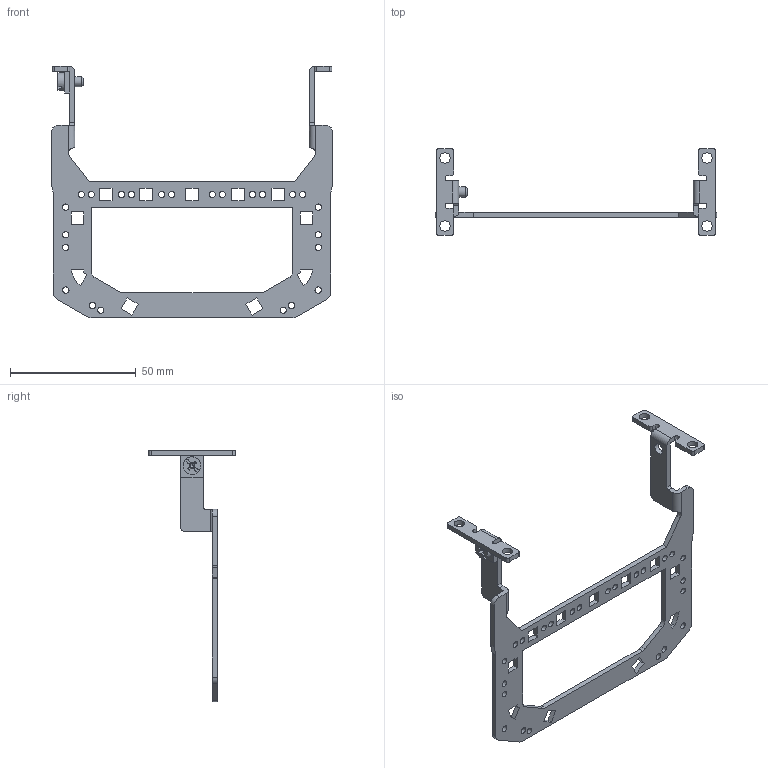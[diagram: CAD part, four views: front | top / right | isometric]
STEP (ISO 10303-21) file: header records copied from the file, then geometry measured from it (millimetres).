
FILE_DESCRIPTION(/* description */ (''),/* implementation_level */ '2;1');
FILE_NAME(/* name */ '100094828ugm000_c.stp',/* time_stamp */ '2019-10-28T14:27:10+01:00',/* author */ (''),/* organization */ (''),/* preprocessor_version */ 'ST-DEVELOPER v16.7',/* originating_system */ 'SIEMENS PLM Software NX 12.0',/* authorisation */ '');
FILE_SCHEMA (('AUTOMOTIVE_DESIGN { 1 0 10303 214 3 1 1 1 }'));
Length unit declared in the file: millimetre
Products named in the file (1): 100094828ugm000_c
Bounding box: 111.8 x 34.3 x 100 mm (x, y, z)
Volume: 8784.2 mm3; surface area: 11409.8 mm2
Topology: 1 solids, 1 shells, 215 faces, 683 edges, 473 vertices
Faces by surface type: plane 129, cylinder 76, cone 10
Full cylindrical faces by diameter (mm): 2.5 x24, 4 x1, 4.2 x4, 4.5 x1, 7 x1
Entity records: 9165 total; most frequent: CARTESIAN_POINT 1404, DIRECTION 1257, ORIENTED_EDGE 1200, EDGE_CURVE 600, AXIS2_PLACEMENT_3D 435, VERTEX_POINT 422, LINE 387, VECTOR 387
